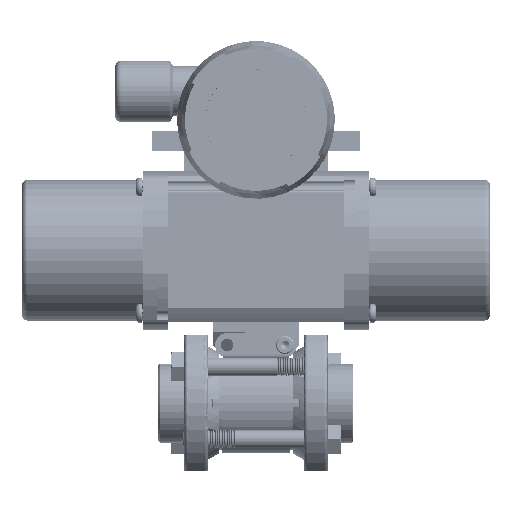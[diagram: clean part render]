
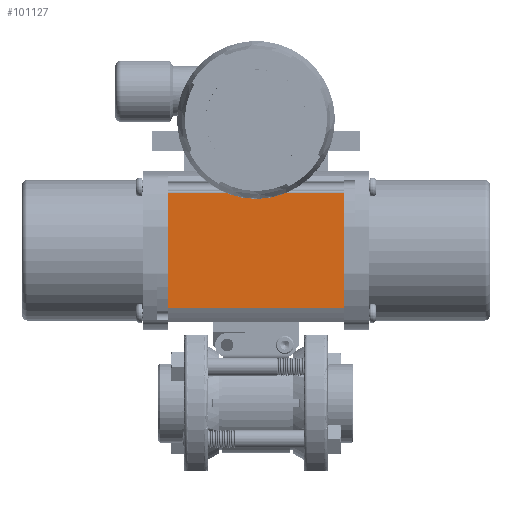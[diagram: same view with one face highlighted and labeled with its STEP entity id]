
A CAD part, top view. The second image highlights one B-rep face of the part: STEP entity #101127.
In plain terms, the highlighted planar face has unit normal (0, 0, 1).
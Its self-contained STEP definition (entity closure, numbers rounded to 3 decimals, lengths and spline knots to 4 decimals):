
#2297 = CARTESIAN_POINT ( 'NONE',  ( -5.0403, 3.6471, 1.17 ) ) ;
#3098 = DIRECTION ( 'NONE',  ( -1., 0., 0. ) ) ;
#20064 = ORIENTED_EDGE ( 'NONE', *, *, #55336, .T. ) ;
#26384 = DIRECTION ( 'NONE',  ( 0., -1., 0. ) ) ;
#35007 = LINE ( 'NONE', #223204, #79242 ) ;
#55336 = EDGE_CURVE ( 'NONE', #113621, #62045, #113267, .T. ) ;
#62045 = VERTEX_POINT ( 'NONE', #221546 ) ;
#79242 = VECTOR ( 'NONE', #110271, 39.3701 ) ;
#88709 = CARTESIAN_POINT ( 'NONE',  ( 1.5275, 3.6471, 1.17 ) ) ;
#89135 = VECTOR ( 'NONE', #3098, 39.3701 ) ;
#91227 = LINE ( 'NONE', #204735, #185751 ) ;
#101127 = ADVANCED_FACE ( 'NONE', ( #184159 ), #176560, .F. ) ;
#102286 = EDGE_CURVE ( 'NONE', #113212, #173712, #139274, .T. ) ;
#109060 = DIRECTION ( 'NONE',  ( 0., 1., 0. ) ) ;
#110271 = DIRECTION ( 'NONE',  ( 0., -1., 0. ) ) ;
#113212 = VERTEX_POINT ( 'NONE', #88709 ) ;
#113267 = LINE ( 'NONE', #168399, #157479 ) ;
#113621 = VERTEX_POINT ( 'NONE', #121472 ) ;
#121472 = CARTESIAN_POINT ( 'NONE',  ( -1.5275, 1.6529, 1.17 ) ) ;
#124271 = AXIS2_PLACEMENT_3D ( 'NONE', #233346, #139331, #26384 ) ;
#139274 = LINE ( 'NONE', #2297, #89135 ) ;
#139331 = DIRECTION ( 'NONE',  ( 0., 0., -1. ) ) ;
#147523 = EDGE_LOOP ( 'NONE', ( #182384, #184974, #169743, #20064 ) ) ;
#149348 = DIRECTION ( 'NONE',  ( 1., 0., 0. ) ) ;
#151555 = EDGE_CURVE ( 'NONE', #113212, #62045, #35007, .T. ) ;
#157479 = VECTOR ( 'NONE', #149348, 39.3701 ) ;
#157592 = EDGE_CURVE ( 'NONE', #113621, #173712, #91227, .T. ) ;
#168399 = CARTESIAN_POINT ( 'NONE',  ( -5.0403, 1.6529, 1.17 ) ) ;
#169743 = ORIENTED_EDGE ( 'NONE', *, *, #157592, .F. ) ;
#173712 = VERTEX_POINT ( 'NONE', #222666 ) ;
#176560 = PLANE ( 'NONE',  #124271 ) ;
#182384 = ORIENTED_EDGE ( 'NONE', *, *, #151555, .F. ) ;
#184159 = FACE_OUTER_BOUND ( 'NONE', #147523, .T. ) ;
#184974 = ORIENTED_EDGE ( 'NONE', *, *, #102286, .T. ) ;
#185751 = VECTOR ( 'NONE', #109060, 39.3701 ) ;
#204735 = CARTESIAN_POINT ( 'NONE',  ( -1.5275, 3.6544, 1.17 ) ) ;
#221546 = CARTESIAN_POINT ( 'NONE',  ( 1.5275, 1.6529, 1.17 ) ) ;
#222666 = CARTESIAN_POINT ( 'NONE',  ( -1.5275, 3.6471, 1.17 ) ) ;
#223204 = CARTESIAN_POINT ( 'NONE',  ( 1.5275, 3.6544, 1.17 ) ) ;
#233346 = CARTESIAN_POINT ( 'NONE',  ( -5.0403, 3.6544, 1.17 ) ) ;
